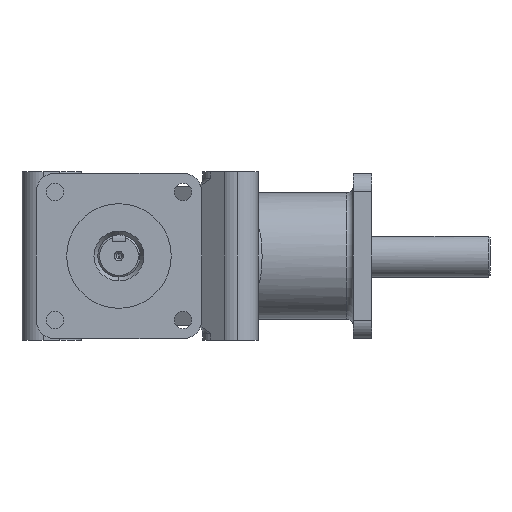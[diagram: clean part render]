
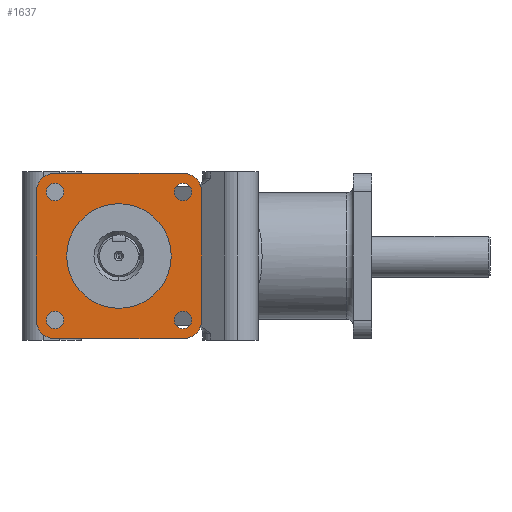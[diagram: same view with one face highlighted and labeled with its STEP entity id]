
A CAD part, left-side view. The second image highlights one B-rep face of the part: STEP entity #1637.
In plain terms, the highlighted planar face has unit normal (-1, 0, 0).
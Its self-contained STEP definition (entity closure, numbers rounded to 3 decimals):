
#1637=ADVANCED_FACE('',(#3703,#3704,#3705,#3706,#3707,#3708),#3709,.T.);
#3703=FACE_OUTER_BOUND('',#7151,.T.);
#3704=FACE_BOUND('',#7152,.T.);
#3705=FACE_BOUND('',#7153,.T.);
#3706=FACE_BOUND('',#7154,.T.);
#3707=FACE_BOUND('',#7155,.T.);
#3708=FACE_BOUND('',#7156,.T.);
#3709=PLANE('',#7157);
#7151=EDGE_LOOP('',(#16267,#16268,#16269,#16270,#16271,#16272,#16273,#16274));
#7152=EDGE_LOOP('',(#16275,#16276,#16277));
#7153=EDGE_LOOP('',(#16278,#16279,#16280));
#7154=EDGE_LOOP('',(#16281,#16282,#16283));
#7155=EDGE_LOOP('',(#16284,#16285,#16286));
#7156=EDGE_LOOP('',(#16287,#16288,#16289));
#7157=AXIS2_PLACEMENT_3D('',#16290,#16291,#16292);
#16267=ORIENTED_EDGE('',*,*,#23843,.T.);
#16268=ORIENTED_EDGE('',*,*,#23844,.T.);
#16269=ORIENTED_EDGE('',*,*,#21965,.T.);
#16270=ORIENTED_EDGE('',*,*,#23845,.T.);
#16271=ORIENTED_EDGE('',*,*,#23846,.T.);
#16272=ORIENTED_EDGE('',*,*,#23597,.T.);
#16273=ORIENTED_EDGE('',*,*,#23847,.T.);
#16274=ORIENTED_EDGE('',*,*,#23563,.T.);
#16275=ORIENTED_EDGE('',*,*,#23848,.F.);
#16276=ORIENTED_EDGE('',*,*,#23849,.F.);
#16277=ORIENTED_EDGE('',*,*,#23850,.F.);
#16278=ORIENTED_EDGE('',*,*,#23037,.F.);
#16279=ORIENTED_EDGE('',*,*,#23036,.F.);
#16280=ORIENTED_EDGE('',*,*,#23851,.F.);
#16281=ORIENTED_EDGE('',*,*,#23472,.F.);
#16282=ORIENTED_EDGE('',*,*,#23471,.F.);
#16283=ORIENTED_EDGE('',*,*,#23852,.F.);
#16284=ORIENTED_EDGE('',*,*,#23853,.F.);
#16285=ORIENTED_EDGE('',*,*,#23854,.F.);
#16286=ORIENTED_EDGE('',*,*,#22097,.F.);
#16287=ORIENTED_EDGE('',*,*,#22216,.T.);
#16288=ORIENTED_EDGE('',*,*,#22976,.T.);
#16289=ORIENTED_EDGE('',*,*,#22217,.T.);
#16290=CARTESIAN_POINT('',(-80.0,0.0,0.));
#16291=DIRECTION('',(-1.0,0.,0.0));
#16292=DIRECTION('',(0.0,0.0,1.0));
#21965=EDGE_CURVE('',#25169,#25170,#25171,.T.);
#22097=EDGE_CURVE('',#25401,#25403,#25404,.T.);
#22216=EDGE_CURVE('',#25613,#25611,#25614,.T.);
#22217=EDGE_CURVE('',#25605,#25613,#25615,.T.);
#22976=EDGE_CURVE('',#25611,#25605,#26913,.T.);
#23036=EDGE_CURVE('',#27000,#27002,#27003,.T.);
#23037=EDGE_CURVE('',#27002,#26996,#27004,.T.);
#23471=EDGE_CURVE('',#27654,#27656,#27657,.T.);
#23472=EDGE_CURVE('',#27656,#27650,#27658,.T.);
#23563=EDGE_CURVE('',#27784,#27785,#27786,.T.);
#23597=EDGE_CURVE('',#27828,#27829,#27830,.T.);
#23843=EDGE_CURVE('',#27785,#28158,#28159,.T.);
#23844=EDGE_CURVE('',#28158,#25169,#28160,.T.);
#23845=EDGE_CURVE('',#25170,#28161,#28162,.T.);
#23846=EDGE_CURVE('',#28161,#27828,#28163,.T.);
#23847=EDGE_CURVE('',#27829,#27784,#28164,.T.);
#23848=EDGE_CURVE('',#28165,#28166,#28167,.T.);
#23849=EDGE_CURVE('',#28168,#28165,#28169,.T.);
#23850=EDGE_CURVE('',#28166,#28168,#28170,.T.);
#23851=EDGE_CURVE('',#26996,#27000,#28171,.T.);
#23852=EDGE_CURVE('',#27650,#27654,#28172,.T.);
#23853=EDGE_CURVE('',#28173,#25401,#28174,.T.);
#23854=EDGE_CURVE('',#25403,#28173,#28175,.T.);
#25169=VERTEX_POINT('',#30779);
#25170=VERTEX_POINT('',#30780);
#25171=LINE('',#30781,#30782);
#25401=VERTEX_POINT('',#31604);
#25403=VERTEX_POINT('',#31607);
#25404=CIRCLE('',#31608,5.15);
#25605=VERTEX_POINT('',#32243);
#25611=VERTEX_POINT('',#32250);
#25613=VERTEX_POINT('',#32253);
#25614=CIRCLE('',#32254,31.0);
#25615=CIRCLE('',#32255,31.0);
#26913=CIRCLE('',#37266,31.0);
#26996=VERTEX_POINT('',#37480);
#27000=VERTEX_POINT('',#37485);
#27002=VERTEX_POINT('',#37488);
#27003=CIRCLE('',#37489,5.15);
#27004=CIRCLE('',#37490,5.15);
#27650=VERTEX_POINT('',#39989);
#27654=VERTEX_POINT('',#39994);
#27656=VERTEX_POINT('',#39997);
#27657=CIRCLE('',#39998,5.15);
#27658=CIRCLE('',#39999,5.15);
#27784=VERTEX_POINT('',#40210);
#27785=VERTEX_POINT('',#40211);
#27786=CIRCLE('',#40212,11.0);
#27828=VERTEX_POINT('',#40344);
#27829=VERTEX_POINT('',#40345);
#27830=CIRCLE('',#40346,11.0);
#28158=VERTEX_POINT('',#41401);
#28159=LINE('',#41402,#41403);
#28160=CIRCLE('',#41404,11.0);
#28161=VERTEX_POINT('',#41405);
#28162=CIRCLE('',#41406,11.0);
#28163=LINE('',#41407,#41408);
#28164=LINE('',#41409,#41410);
#28165=VERTEX_POINT('',#41411);
#28166=VERTEX_POINT('',#41412);
#28167=CIRCLE('',#41413,5.15);
#28168=VERTEX_POINT('',#41414);
#28169=CIRCLE('',#41415,5.15);
#28170=CIRCLE('',#41416,5.15);
#28171=CIRCLE('',#41417,5.15);
#28172=CIRCLE('',#41418,5.15);
#28173=VERTEX_POINT('',#41419);
#28174=CIRCLE('',#41420,5.15);
#28175=CIRCLE('',#41421,5.15);
#30779=CARTESIAN_POINT('',(-80.0,-49.0,-38.0));
#30780=CARTESIAN_POINT('',(-80.0,-49.0,38.0));
#30781=CARTESIAN_POINT('',(-80.0,-49.0,-38.0));
#30782=VECTOR('',#44695,1000.0);
#31604=CARTESIAN_POINT('',(-80.0,32.85,38.0));
#31607=CARTESIAN_POINT('',(-80.0,43.15,38.0));
#31608=AXIS2_PLACEMENT_3D('',#44795,#44796,#44797);
#32243=CARTESIAN_POINT('',(-80.0,0.,31.0));
#32250=CARTESIAN_POINT('',(-80.0,0.,-31.0));
#32253=CARTESIAN_POINT('',(-80.0,-31.0,0.));
#32254=AXIS2_PLACEMENT_3D('',#44896,#44897,#44898);
#32255=AXIS2_PLACEMENT_3D('',#44899,#44900,#44901);
#37266=AXIS2_PLACEMENT_3D('',#45435,#45436,#45437);
#37480=CARTESIAN_POINT('',(-80.0,-43.15,-38.0));
#37485=CARTESIAN_POINT('',(-80.0,-32.85,-38.0));
#37488=CARTESIAN_POINT('',(-80.0,-38.0,-43.15));
#37489=AXIS2_PLACEMENT_3D('',#45489,#45490,#45491);
#37490=AXIS2_PLACEMENT_3D('',#45492,#45493,#45494);
#39989=CARTESIAN_POINT('',(-80.0,-43.15,38.0));
#39994=CARTESIAN_POINT('',(-80.0,-32.85,38.0));
#39997=CARTESIAN_POINT('',(-80.0,-38.0,32.85));
#39998=AXIS2_PLACEMENT_3D('',#45827,#45828,#45829);
#39999=AXIS2_PLACEMENT_3D('',#45830,#45831,#45832);
#40210=CARTESIAN_POINT('',(-80.0,49.0,-38.0));
#40211=CARTESIAN_POINT('',(-80.0,38.0,-49.0));
#40212=AXIS2_PLACEMENT_3D('',#45924,#45925,#45926);
#40344=CARTESIAN_POINT('',(-80.0,38.0,49.0));
#40345=CARTESIAN_POINT('',(-80.0,49.0,38.0));
#40346=AXIS2_PLACEMENT_3D('',#45949,#45950,#45951);
#41401=CARTESIAN_POINT('',(-80.0,-38.0,-49.0));
#41402=CARTESIAN_POINT('',(-80.0,38.0,-49.0));
#41403=VECTOR('',#46129,1000.0);
#41404=AXIS2_PLACEMENT_3D('',#46130,#46131,#46132);
#41405=CARTESIAN_POINT('',(-80.0,-38.0,49.0));
#41406=AXIS2_PLACEMENT_3D('',#46133,#46134,#46135);
#41407=CARTESIAN_POINT('',(-80.0,-38.0,49.0));
#41408=VECTOR('',#46136,1000.0);
#41409=CARTESIAN_POINT('',(-80.0,49.0,38.0));
#41410=VECTOR('',#46137,1000.0);
#41411=CARTESIAN_POINT('',(-80.0,38.0,-43.15));
#41412=CARTESIAN_POINT('',(-80.0,32.85,-38.0));
#41413=AXIS2_PLACEMENT_3D('',#46138,#46139,#46140);
#41414=CARTESIAN_POINT('',(-80.0,43.15,-38.0));
#41415=AXIS2_PLACEMENT_3D('',#46141,#46142,#46143);
#41416=AXIS2_PLACEMENT_3D('',#46144,#46145,#46146);
#41417=AXIS2_PLACEMENT_3D('',#46147,#46148,#46149);
#41418=AXIS2_PLACEMENT_3D('',#46150,#46151,#46152);
#41419=CARTESIAN_POINT('',(-80.0,38.0,32.85));
#41420=AXIS2_PLACEMENT_3D('',#46153,#46154,#46155);
#41421=AXIS2_PLACEMENT_3D('',#46156,#46157,#46158);
#44695=DIRECTION('',(0.0,0.,1.0));
#44795=CARTESIAN_POINT('',(-80.0,38.0,38.0));
#44796=DIRECTION('',(-1.0,0.,-0.0));
#44797=DIRECTION('',(0.0,0.0,-1.0));
#44896=CARTESIAN_POINT('',(-80.0,0.,0.));
#44897=DIRECTION('',(1.0,0.0,0.0));
#44898=DIRECTION('',(0.0,-1.0,0.0));
#44899=CARTESIAN_POINT('',(-80.0,0.,0.));
#44900=DIRECTION('',(1.0,0.0,0.0));
#44901=DIRECTION('',(0.0,-1.0,0.0));
#45435=CARTESIAN_POINT('',(-80.0,0.,0.));
#45436=DIRECTION('',(1.0,0.0,0.0));
#45437=DIRECTION('',(0.0,-1.0,0.0));
#45489=CARTESIAN_POINT('',(-80.0,-38.0,-38.0));
#45490=DIRECTION('',(-1.0,0.,-0.0));
#45491=DIRECTION('',(0.0,0.0,-1.0));
#45492=CARTESIAN_POINT('',(-80.0,-38.0,-38.0));
#45493=DIRECTION('',(-1.0,0.,-0.0));
#45494=DIRECTION('',(0.0,0.0,-1.0));
#45827=CARTESIAN_POINT('',(-80.0,-38.0,38.0));
#45828=DIRECTION('',(-1.0,0.,-0.0));
#45829=DIRECTION('',(0.0,0.0,-1.0));
#45830=CARTESIAN_POINT('',(-80.0,-38.0,38.0));
#45831=DIRECTION('',(-1.0,0.,-0.0));
#45832=DIRECTION('',(0.0,0.0,-1.0));
#45924=CARTESIAN_POINT('',(-80.0,38.0,-38.0));
#45925=DIRECTION('',(-1.0,0.0,0.0));
#45926=DIRECTION('',(0.0,1.0,0.0));
#45949=CARTESIAN_POINT('',(-80.0,38.0,38.0));
#45950=DIRECTION('',(-1.0,0.0,0.0));
#45951=DIRECTION('',(0.0,-1.0,0.0));
#46129=DIRECTION('',(0.0,-1.0,0.));
#46130=CARTESIAN_POINT('',(-80.0,-38.0,-38.0));
#46131=DIRECTION('',(-1.0,0.0,0.0));
#46132=DIRECTION('',(0.0,1.0,0.0));
#46133=CARTESIAN_POINT('',(-80.0,-38.0,38.0));
#46134=DIRECTION('',(-1.0,0.0,0.0));
#46135=DIRECTION('',(0.0,1.0,0.0));
#46136=DIRECTION('',(0.0,1.0,0.0));
#46137=DIRECTION('',(0.0,0.0,-1.0));
#46138=CARTESIAN_POINT('',(-80.0,38.0,-38.0));
#46139=DIRECTION('',(-1.0,0.,-0.0));
#46140=DIRECTION('',(0.0,0.0,-1.0));
#46141=CARTESIAN_POINT('',(-80.0,38.0,-38.0));
#46142=DIRECTION('',(-1.0,0.,-0.0));
#46143=DIRECTION('',(0.0,0.0,-1.0));
#46144=CARTESIAN_POINT('',(-80.0,38.0,-38.0));
#46145=DIRECTION('',(-1.0,0.,-0.0));
#46146=DIRECTION('',(0.0,0.0,-1.0));
#46147=CARTESIAN_POINT('',(-80.0,-38.0,-38.0));
#46148=DIRECTION('',(-1.0,0.,-0.0));
#46149=DIRECTION('',(0.0,0.0,-1.0));
#46150=CARTESIAN_POINT('',(-80.0,-38.0,38.0));
#46151=DIRECTION('',(-1.0,0.,-0.0));
#46152=DIRECTION('',(0.0,0.0,-1.0));
#46153=CARTESIAN_POINT('',(-80.0,38.0,38.0));
#46154=DIRECTION('',(-1.0,0.,-0.0));
#46155=DIRECTION('',(0.0,0.0,-1.0));
#46156=CARTESIAN_POINT('',(-80.0,38.0,38.0));
#46157=DIRECTION('',(-1.0,0.,-0.0));
#46158=DIRECTION('',(0.0,0.0,-1.0));
